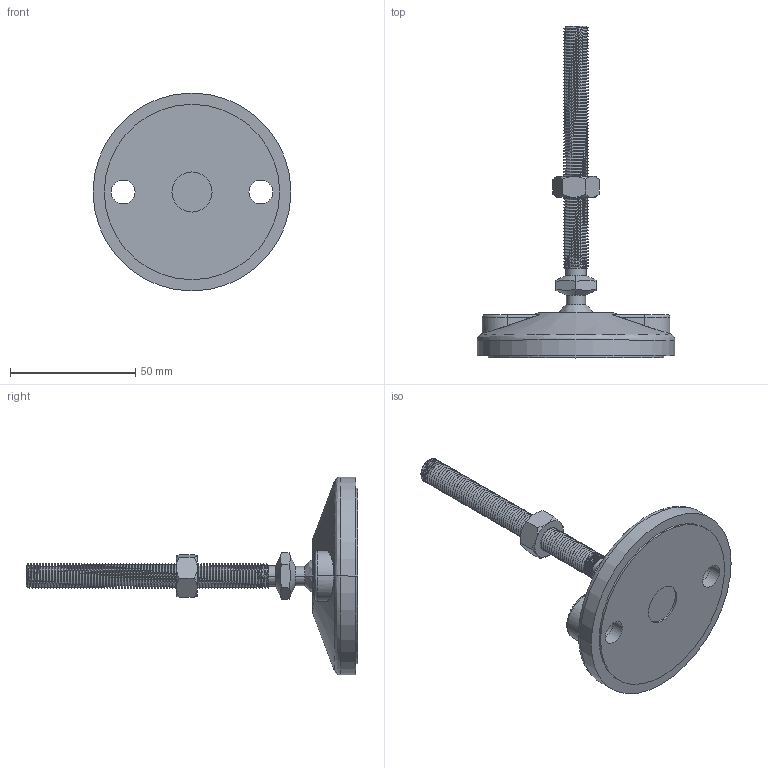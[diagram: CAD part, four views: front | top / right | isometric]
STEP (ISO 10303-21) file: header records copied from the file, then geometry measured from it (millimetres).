
FILE_DESCRIPTION (( 'STEP AP214' ), '1' );
FILE_NAME ('6.04.SPAF80.STEP', '2025-06-12T19:13:25', ( '' ), ( '' ), 'SwSTEP 2.0', 'SolidWorks 2023', '' );
FILE_SCHEMA (( 'AUTOMOTIVE_DESIGN' ));
Length unit declared in the file: millimetre
Products named in the file (1): 6.04.SPAF80
Bounding box: 79 x 132.5 x 79 mm (x, y, z)
Volume: 60509.7 mm3; surface area: 33857.4 mm2
Topology: 4 solids, 4 shells, 319 faces, 886 edges, 577 vertices
Faces by surface type: cylinder 203, plane 48, bspline 40, cone 28
Entity records: 19912 total; most frequent: CARTESIAN_POINT 11495, ORIENTED_EDGE 1764, DIRECTION 1139, EDGE_CURVE 882, VERTEX_POINT 577, AXIS2_PLACEMENT_3D 433, EDGE_LOOP 337, ADVANCED_FACE 319
